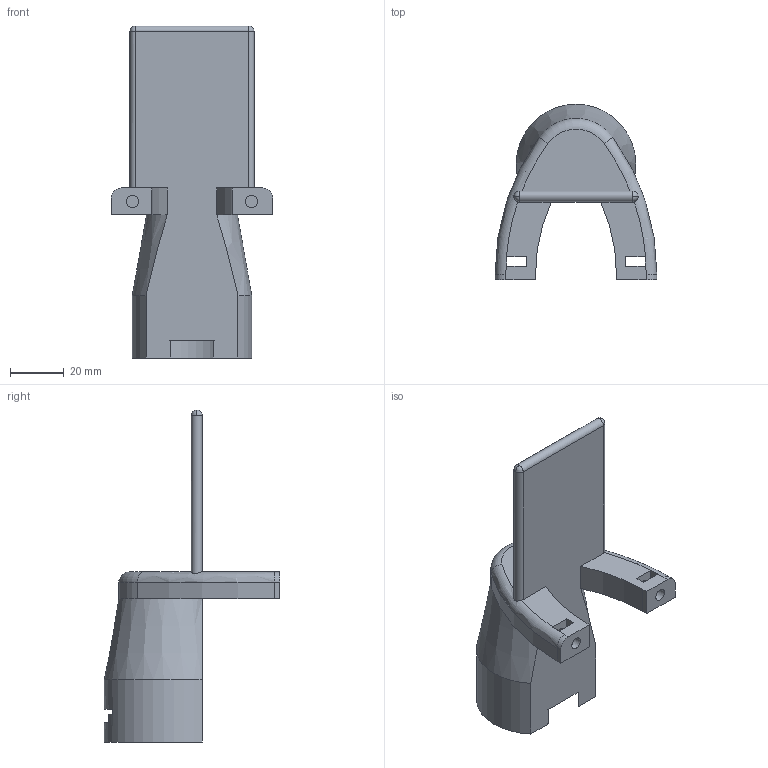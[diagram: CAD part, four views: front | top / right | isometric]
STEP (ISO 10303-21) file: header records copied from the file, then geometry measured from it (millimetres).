
FILE_DESCRIPTION(/* description */ (''),/* implementation_level */ '2;1');
FILE_NAME(/* name */ 'Bearing Holder v17.step',/* time_stamp */ '2022-02-01T16:37:09+00:00',/* author */ (''),/* organization */ (''),/* preprocessor_version */ 'ST-DEVELOPER v18.1',/* originating_system */ 'Autodesk Translation Framework v10.10.0.1391',/* authorisation */ '');
FILE_SCHEMA (('AUTOMOTIVE_DESIGN { 1 0 10303 214 3 1 1 }'));
Length unit declared in the file: millimetre
Products named in the file (2): Bearing Holder; AS5600 Magnetic Encoder
Assembly tree (1 placements, depth 2):
  Bearing Holder
    AS5600 Magnetic Encoder
Bounding box: 60 x 65.05 x 123 mm (x, y, z)
Volume: 84901.1 mm3; surface area: 22462 mm2
Topology: 3 solids, 3 shells, 95 faces, 238 edges, 154 vertices
Faces by surface type: plane 58, cylinder 29, sphere 4, torus 3, cone 1
Full cylindrical faces by diameter (mm): 4 x4, 4.5 x4, 26.3 x1
Entity records: 2993 total; most frequent: CARTESIAN_POINT 548, DIRECTION 509, ORIENTED_EDGE 476, EDGE_CURVE 238, AXIS2_PLACEMENT_3D 181, VERTEX_POINT 154, LINE 147, VECTOR 147
